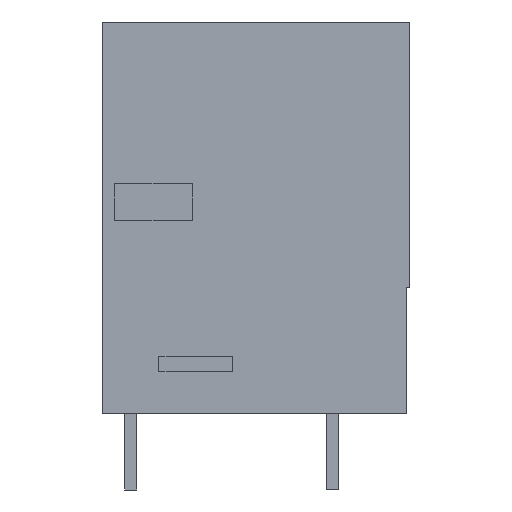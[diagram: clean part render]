
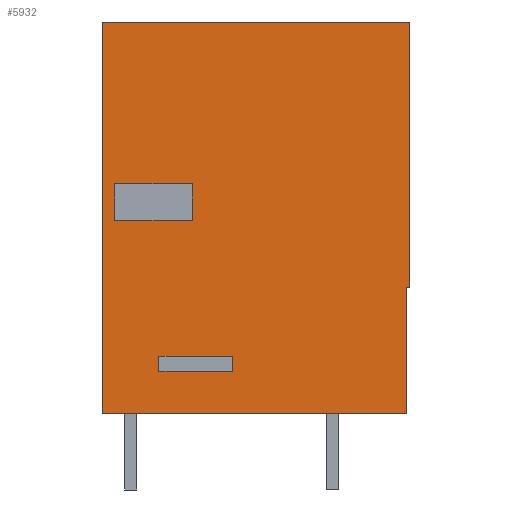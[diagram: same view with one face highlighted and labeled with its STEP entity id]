
A CAD part, left-side view. The second image highlights one B-rep face of the part: STEP entity #5932.
In plain terms, the highlighted planar face has unit normal (-1, 0, 0).
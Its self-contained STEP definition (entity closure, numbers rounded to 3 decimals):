
#5905=AXIS2_PLACEMENT_3D('Plane Axis2P3D',#5902,#5903,#5904) ;
#315=CARTESIAN_POINT('Vertex',(0.,20.05,5.)) ;
#318=CARTESIAN_POINT('Line Origine',(0.,20.05,17.78)) ;
#322=CARTESIAN_POINT('Vertex',(0.,20.05,30.56)) ;
#1481=CARTESIAN_POINT('Vertex',(0.,0.2,13.211)) ;
#1484=CARTESIAN_POINT('Line Origine',(0.,0.2,9.105)) ;
#1488=CARTESIAN_POINT('Vertex',(0.,0.2,5.)) ;
#3073=CARTESIAN_POINT('Vertex',(0.,0.,30.56)) ;
#3076=CARTESIAN_POINT('Line Origine',(0.,10.025,30.56)) ;
#3100=CARTESIAN_POINT('Vertex',(0.,19.25,17.6)) ;
#3105=CARTESIAN_POINT('Line Origine',(0.,16.718,17.6)) ;
#3109=CARTESIAN_POINT('Vertex',(0.,14.186,17.6)) ;
#3141=CARTESIAN_POINT('Vertex',(0.,19.25,20.)) ;
#3146=CARTESIAN_POINT('Line Origine',(0.,19.25,18.8)) ;
#3173=CARTESIAN_POINT('Vertex',(0.,14.186,20.)) ;
#3178=CARTESIAN_POINT('Line Origine',(0.,16.718,20.)) ;
#3201=CARTESIAN_POINT('Line Origine',(0.,14.186,18.8)) ;
#3228=CARTESIAN_POINT('Vertex',(0.,11.562,7.75)) ;
#3233=CARTESIAN_POINT('Line Origine',(0.,11.562,8.25)) ;
#3237=CARTESIAN_POINT('Vertex',(0.,11.562,8.75)) ;
#3269=CARTESIAN_POINT('Vertex',(0.,16.362,7.75)) ;
#3274=CARTESIAN_POINT('Line Origine',(0.,13.962,7.75)) ;
#3301=CARTESIAN_POINT('Vertex',(0.,16.362,8.75)) ;
#3306=CARTESIAN_POINT('Line Origine',(0.,16.362,8.25)) ;
#3329=CARTESIAN_POINT('Line Origine',(0.,13.962,8.75)) ;
#4066=CARTESIAN_POINT('Line Origine',(0.,10.125,5.)) ;
#5810=CARTESIAN_POINT('Line Origine',(0.,0.,21.885)) ;
#5814=CARTESIAN_POINT('Vertex',(0.,0.,13.211)) ;
#5902=CARTESIAN_POINT('Axis2P3D Location',(0.,20.05,0.)) ;
#5907=CARTESIAN_POINT('Line Origine',(0.,0.1,13.211)) ;
#319=DIRECTION('Vector Direction',(0.,0.,-1.)) ;
#1485=DIRECTION('Vector Direction',(0.,0.,-1.)) ;
#3077=DIRECTION('Vector Direction',(0.,-1.,0.)) ;
#3106=DIRECTION('Vector Direction',(0.,-1.,0.)) ;
#3147=DIRECTION('Vector Direction',(0.,0.,-1.)) ;
#3179=DIRECTION('Vector Direction',(0.,1.,0.)) ;
#3202=DIRECTION('Vector Direction',(0.,0.,-1.)) ;
#3234=DIRECTION('Vector Direction',(0.,0.,1.)) ;
#3275=DIRECTION('Vector Direction',(0.,1.,0.)) ;
#3307=DIRECTION('Vector Direction',(0.,0.,-1.)) ;
#3330=DIRECTION('Vector Direction',(0.,-1.,0.)) ;
#4067=DIRECTION('Vector Direction',(0.,-1.,0.)) ;
#5811=DIRECTION('Vector Direction',(0.,0.,-1.)) ;
#5903=DIRECTION('Axis2P3D Direction',(-1.,0.,0.)) ;
#5904=DIRECTION('Axis2P3D XDirection',(0.,-1.,0.)) ;
#5908=DIRECTION('Vector Direction',(0.,-1.,0.)) ;
#320=VECTOR('Line Direction',#319,1.) ;
#1486=VECTOR('Line Direction',#1485,1.) ;
#3078=VECTOR('Line Direction',#3077,1.) ;
#3107=VECTOR('Line Direction',#3106,1.) ;
#3148=VECTOR('Line Direction',#3147,1.) ;
#3180=VECTOR('Line Direction',#3179,1.) ;
#3203=VECTOR('Line Direction',#3202,1.) ;
#3235=VECTOR('Line Direction',#3234,1.) ;
#3276=VECTOR('Line Direction',#3275,1.) ;
#3308=VECTOR('Line Direction',#3307,1.) ;
#3331=VECTOR('Line Direction',#3330,1.) ;
#4068=VECTOR('Line Direction',#4067,1.) ;
#5812=VECTOR('Line Direction',#5811,1.) ;
#5909=VECTOR('Line Direction',#5908,1.) ;
#5913=ORIENTED_EDGE('',*,*,#324,.T.) ;
#5914=ORIENTED_EDGE('',*,*,#4070,.T.) ;
#5915=ORIENTED_EDGE('',*,*,#1490,.T.) ;
#5916=ORIENTED_EDGE('',*,*,#5911,.T.) ;
#5917=ORIENTED_EDGE('',*,*,#5816,.T.) ;
#5918=ORIENTED_EDGE('',*,*,#3080,.T.) ;
#5921=ORIENTED_EDGE('',*,*,#3111,.F.) ;
#5922=ORIENTED_EDGE('',*,*,#3150,.F.) ;
#5923=ORIENTED_EDGE('',*,*,#3182,.F.) ;
#5924=ORIENTED_EDGE('',*,*,#3205,.F.) ;
#5927=ORIENTED_EDGE('',*,*,#3239,.F.) ;
#5928=ORIENTED_EDGE('',*,*,#3278,.F.) ;
#5929=ORIENTED_EDGE('',*,*,#3310,.F.) ;
#5930=ORIENTED_EDGE('',*,*,#3333,.F.) ;
#5925=FACE_BOUND('',#5920,.T.) ;
#5931=FACE_BOUND('',#5926,.T.) ;
#5932=ADVANCED_FACE('HOUSING',(#5919,#5925,#5931),#5906,.T.) ;
#324=EDGE_CURVE('',#323,#316,#321,.T.) ;
#1490=EDGE_CURVE('',#1489,#1482,#1487,.F.) ;
#3080=EDGE_CURVE('',#3074,#323,#3079,.F.) ;
#3111=EDGE_CURVE('',#3101,#3110,#3108,.T.) ;
#3150=EDGE_CURVE('',#3142,#3101,#3149,.T.) ;
#3182=EDGE_CURVE('',#3174,#3142,#3181,.T.) ;
#3205=EDGE_CURVE('',#3110,#3174,#3204,.F.) ;
#3239=EDGE_CURVE('',#3229,#3238,#3236,.T.) ;
#3278=EDGE_CURVE('',#3270,#3229,#3277,.F.) ;
#3310=EDGE_CURVE('',#3302,#3270,#3309,.T.) ;
#3333=EDGE_CURVE('',#3238,#3302,#3332,.F.) ;
#4070=EDGE_CURVE('',#316,#1489,#4069,.T.) ;
#5816=EDGE_CURVE('',#5815,#3074,#5813,.F.) ;
#5911=EDGE_CURVE('',#1482,#5815,#5910,.T.) ;
#5912=EDGE_LOOP('',(#5913,#5914,#5915,#5916,#5917,#5918)) ;
#5920=EDGE_LOOP('',(#5921,#5922,#5923,#5924)) ;
#5926=EDGE_LOOP('',(#5927,#5928,#5929,#5930)) ;
#5919=FACE_OUTER_BOUND('',#5912,.T.) ;
#321=LINE('Line',#318,#320) ;
#1487=LINE('Line',#1484,#1486) ;
#3079=LINE('Line',#3076,#3078) ;
#3108=LINE('Line',#3105,#3107) ;
#3149=LINE('Line',#3146,#3148) ;
#3181=LINE('Line',#3178,#3180) ;
#3204=LINE('Line',#3201,#3203) ;
#3236=LINE('Line',#3233,#3235) ;
#3277=LINE('Line',#3274,#3276) ;
#3309=LINE('Line',#3306,#3308) ;
#3332=LINE('Line',#3329,#3331) ;
#4069=LINE('Line',#4066,#4068) ;
#5813=LINE('Line',#5810,#5812) ;
#5910=LINE('Line',#5907,#5909) ;
#5906=PLANE('',#5905) ;
#316=VERTEX_POINT('',#315) ;
#323=VERTEX_POINT('',#322) ;
#1482=VERTEX_POINT('',#1481) ;
#1489=VERTEX_POINT('',#1488) ;
#3074=VERTEX_POINT('',#3073) ;
#3101=VERTEX_POINT('',#3100) ;
#3110=VERTEX_POINT('',#3109) ;
#3142=VERTEX_POINT('',#3141) ;
#3174=VERTEX_POINT('',#3173) ;
#3229=VERTEX_POINT('',#3228) ;
#3238=VERTEX_POINT('',#3237) ;
#3270=VERTEX_POINT('',#3269) ;
#3302=VERTEX_POINT('',#3301) ;
#5815=VERTEX_POINT('',#5814) ;
